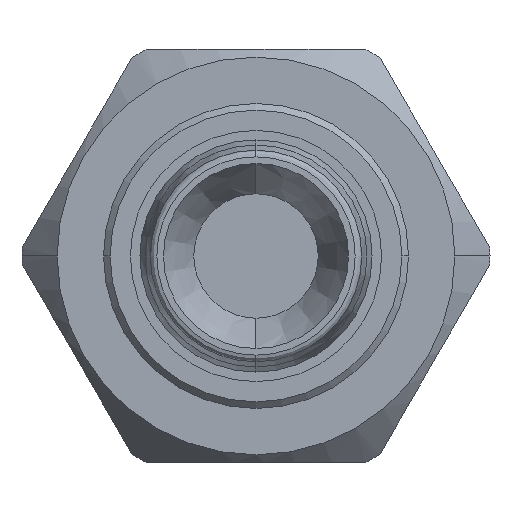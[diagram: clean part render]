
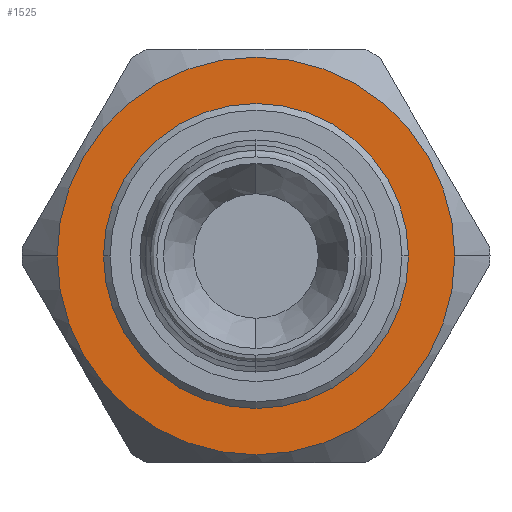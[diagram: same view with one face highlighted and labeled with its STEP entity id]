
A CAD part, left-side view. The second image highlights one B-rep face of the part: STEP entity #1525.
In plain terms, the highlighted face is planar.
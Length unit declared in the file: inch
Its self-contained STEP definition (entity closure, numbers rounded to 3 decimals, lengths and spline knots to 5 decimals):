
#32 = CARTESIAN_POINT ( 'NONE',  ( 0., 0.19569, 0.11532 ) ) ;
#291 = CARTESIAN_POINT ( 'NONE',  ( 0., 0.19569, -0.11532 ) ) ;
#705 = DIRECTION ( 'NONE',  ( 0., 0., 1. ) ) ;
#896 = FACE_BOUND ( 'NONE', #2941, .T. ) ;
#1320 = CARTESIAN_POINT ( 'NONE',  ( 0.13532, 0.19569, 0. ) ) ;
#1525 = ADVANCED_FACE ( 'NONE', ( #2092, #896 ), #5161, .F. ) ;
#1783 = DIRECTION ( 'NONE',  ( 0., 0., 1. ) ) ;
#1796 = CIRCLE ( 'NONE', #4743, 0.11532 ) ;
#1812 = ORIENTED_EDGE ( 'NONE', *, *, #4906, .F. ) ;
#1815 = CARTESIAN_POINT ( 'NONE',  ( 0., 0.19569, -0.15042 ) ) ;
#1829 = CIRCLE ( 'NONE', #2368, 0.15042 ) ;
#1915 = DIRECTION ( 'NONE',  ( 0., 0., 1. ) ) ;
#1952 = CIRCLE ( 'NONE', #3304, 0.15042 ) ;
#2063 = EDGE_CURVE ( 'NONE', #2662, #5065, #1829, .T. ) ;
#2092 = FACE_OUTER_BOUND ( 'NONE', #3864, .T. ) ;
#2242 = AXIS2_PLACEMENT_3D ( 'NONE', #4526, #4973, #705 ) ;
#2324 = ORIENTED_EDGE ( 'NONE', *, *, #2063, .F. ) ;
#2368 = AXIS2_PLACEMENT_3D ( 'NONE', #3187, #4831, #4888 ) ;
#2662 = VERTEX_POINT ( 'NONE', #1815 ) ;
#2869 = VERTEX_POINT ( 'NONE', #291 ) ;
#2941 = EDGE_LOOP ( 'NONE', ( #1812, #4600 ) ) ;
#3049 = DIRECTION ( 'NONE',  ( 0., 1., 0. ) ) ;
#3117 = AXIS2_PLACEMENT_3D ( 'NONE', #1320, #3049, #4742 ) ;
#3180 = ORIENTED_EDGE ( 'NONE', *, *, #5408, .F. ) ;
#3187 = CARTESIAN_POINT ( 'NONE',  ( 0., 0.19569, 0. ) ) ;
#3208 = DIRECTION ( 'NONE',  ( 0., -1., 0. ) ) ;
#3236 = CIRCLE ( 'NONE', #2242, 0.11532 ) ;
#3297 = CARTESIAN_POINT ( 'NONE',  ( 0., 0.19569, 0.15042 ) ) ;
#3304 = AXIS2_PLACEMENT_3D ( 'NONE', #3528, #4778, #1783 ) ;
#3528 = CARTESIAN_POINT ( 'NONE',  ( 0., 0.19569, 0. ) ) ;
#3864 = EDGE_LOOP ( 'NONE', ( #3180, #2324 ) ) ;
#4001 = VERTEX_POINT ( 'NONE', #32 ) ;
#4376 = CARTESIAN_POINT ( 'NONE',  ( 0., 0.19569, 0. ) ) ;
#4526 = CARTESIAN_POINT ( 'NONE',  ( 0., 0.19569, 0. ) ) ;
#4569 = EDGE_CURVE ( 'NONE', #4001, #2869, #3236, .T. ) ;
#4600 = ORIENTED_EDGE ( 'NONE', *, *, #4569, .F. ) ;
#4742 = DIRECTION ( 'NONE',  ( 0., 0., 1. ) ) ;
#4743 = AXIS2_PLACEMENT_3D ( 'NONE', #4376, #3208, #1915 ) ;
#4778 = DIRECTION ( 'NONE',  ( 0., 1., 0. ) ) ;
#4831 = DIRECTION ( 'NONE',  ( 0., 1., 0. ) ) ;
#4888 = DIRECTION ( 'NONE',  ( 0., 0., 1. ) ) ;
#4906 = EDGE_CURVE ( 'NONE', #2869, #4001, #1796, .T. ) ;
#4973 = DIRECTION ( 'NONE',  ( 0., -1., 0. ) ) ;
#5065 = VERTEX_POINT ( 'NONE', #3297 ) ;
#5161 = PLANE ( 'NONE',  #3117 ) ;
#5408 = EDGE_CURVE ( 'NONE', #5065, #2662, #1952, .T. ) ;
